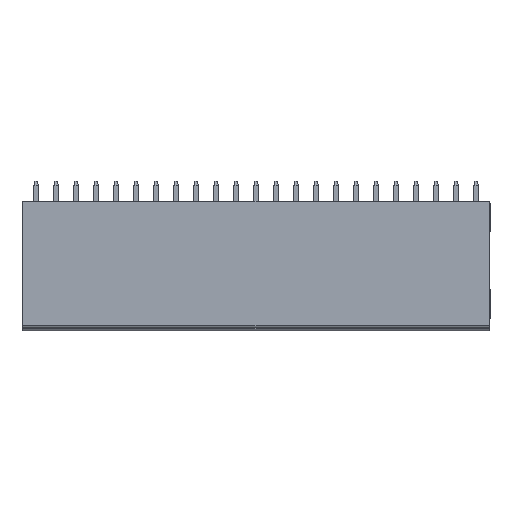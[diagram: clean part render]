
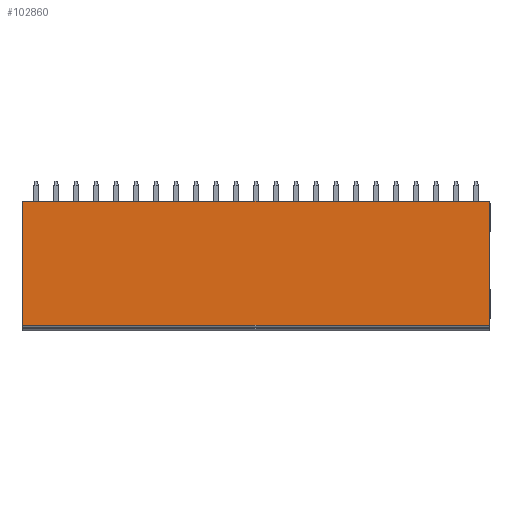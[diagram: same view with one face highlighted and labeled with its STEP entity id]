
A CAD part, top view. The second image highlights one B-rep face of the part: STEP entity #102860.
In plain terms, the highlighted planar face has unit normal (0, 0, 1).
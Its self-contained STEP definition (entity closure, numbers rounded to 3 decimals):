
#36757=DIRECTION('',(-1.,0.,0.));
#36758=VECTOR('',#36757,81.6);
#36759=CARTESIAN_POINT('',(-0.15,-10.3,9.2));
#36760=LINE('',#36759,#36758);
#36766=DIRECTION('',(0.,-1.,0.));
#36767=VECTOR('',#36766,21.7);
#36768=CARTESIAN_POINT('',(-81.75,11.4,9.2));
#36769=LINE('',#36768,#36767);
#36770=DIRECTION('',(-1.,0.,0.));
#36771=VECTOR('',#36770,81.6);
#36772=CARTESIAN_POINT('',(-0.15,11.4,9.2));
#36773=LINE('',#36772,#36771);
#36774=DIRECTION('',(0.,-1.,0.));
#36775=VECTOR('',#36774,21.7);
#36776=CARTESIAN_POINT('',(-0.15,11.4,9.2));
#36777=LINE('',#36776,#36775);
#44310=CARTESIAN_POINT('',(-0.15,11.4,9.2));
#44311=VERTEX_POINT('',#44310);
#44312=CARTESIAN_POINT('',(-0.15,-10.3,9.2));
#44313=VERTEX_POINT('',#44312);
#49930=CARTESIAN_POINT('',(-81.75,11.4,9.2));
#49931=VERTEX_POINT('',#49930);
#49932=CARTESIAN_POINT('',(-81.75,-10.3,9.2));
#49933=VERTEX_POINT('',#49932);
#102848=CARTESIAN_POINT('',(0.,11.4,9.2));
#102849=DIRECTION('',(0.,0.,1.));
#102850=DIRECTION('',(0.,-1.,0.));
#102851=AXIS2_PLACEMENT_3D('',#102848,#102849,#102850);
#102852=PLANE('',#102851);
#102853=ORIENTED_EDGE('',*,*,#76981,.F.);
#102855=ORIENTED_EDGE('',*,*,#102854,.F.);
#102856=ORIENTED_EDGE('',*,*,#102637,.T.);
#102857=ORIENTED_EDGE('',*,*,#102841,.T.);
#102858=EDGE_LOOP('',(#102853,#102855,#102856,#102857));
#102859=FACE_OUTER_BOUND('',#102858,.F.);
#102860=ADVANCED_FACE('',(#102859),#102852,.T.);
#76981=EDGE_CURVE('',#49931,#49933,#36769,.T.);
#102637=EDGE_CURVE('',#44311,#44313,#36777,.T.);
#102841=EDGE_CURVE('',#44313,#49933,#36760,.T.);
#102854=EDGE_CURVE('',#44311,#49931,#36773,.T.);
